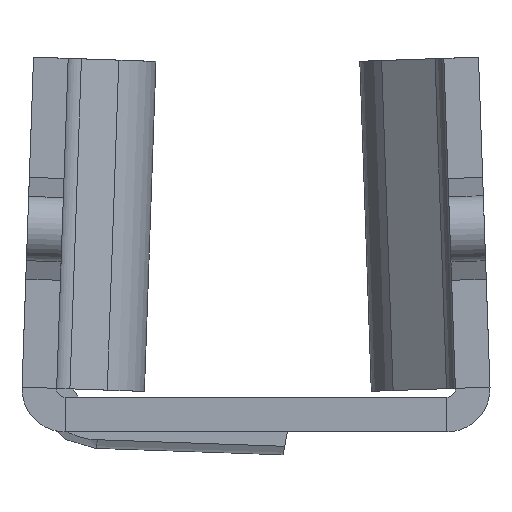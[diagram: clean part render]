
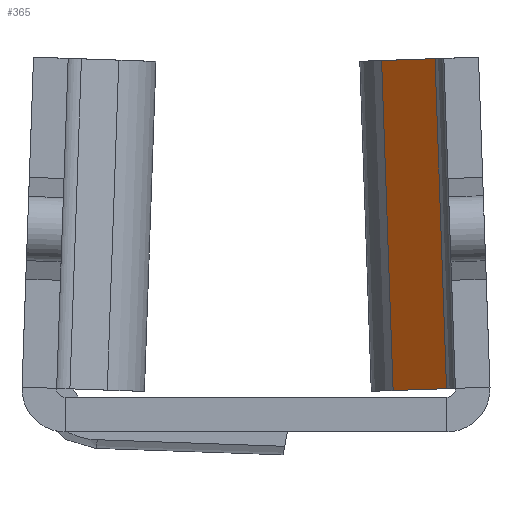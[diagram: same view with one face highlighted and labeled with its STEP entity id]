
A CAD part, front view. The second image highlights one B-rep face of the part: STEP entity #365.
In plain terms, the highlighted planar face has unit normal (-0.619, -0.785, -0.022).
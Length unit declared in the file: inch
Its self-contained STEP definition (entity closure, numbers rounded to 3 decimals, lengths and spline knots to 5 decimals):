
#84 = EDGE_CURVE ( 'NONE', #85, #449, #1387, .T. ) ;
#85 = VERTEX_POINT ( 'NONE', #1383 ) ;
#246 = ORIENTED_EDGE ( 'NONE', *, *, #362, .F. ) ;
#247 = EDGE_LOOP ( 'NONE', ( #281, #321, #246, #248 ) ) ;
#248 = ORIENTED_EDGE ( 'NONE', *, *, #249, .T. ) ;
#249 = EDGE_CURVE ( 'NONE', #363, #85, #1436, .T. ) ;
#281 = ORIENTED_EDGE ( 'NONE', *, *, #84, .T. ) ;
#321 = ORIENTED_EDGE ( 'NONE', *, *, #440, .T. ) ;
#362 = EDGE_CURVE ( 'NONE', #363, #438, #1676, .T. ) ;
#363 = VERTEX_POINT ( 'NONE', #1667 ) ;
#365 = ADVANCED_FACE ( 'NONE', ( #1666 ), #1665, .T. ) ;
#438 = VERTEX_POINT ( 'NONE', #1802 ) ;
#440 = EDGE_CURVE ( 'NONE', #449, #438, #1841, .T. ) ;
#449 = VERTEX_POINT ( 'NONE', #1774 ) ;
#1383 = CARTESIAN_POINT ( 'NONE',  ( 0.08261, 0.11087, 0.01039 ) ) ;
#1384 = DIRECTION ( 'NONE',  ( -0.785, 0.619, -0.027 ) ) ;
#1385 = VECTOR ( 'NONE', #1384, 39.37008 ) ;
#1386 = CARTESIAN_POINT ( 'NONE',  ( 0.08261, 0.11087, 0.01039 ) ) ;
#1387 = LINE ( 'NONE', #1386, #1385 ) ;
#1436 = LINE ( 'NONE', #1459, #1458 ) ;
#1457 = DIRECTION ( 'NONE',  ( -0.035, 0., 0.999 ) ) ;
#1458 = VECTOR ( 'NONE', #1457, 39.37008 ) ;
#1459 = CARTESIAN_POINT ( 'NONE',  ( 0.08563, 0.11087, -0.07605 ) ) ;
#1665 = PLANE ( 'NONE',  #1670 ) ;
#1666 = FACE_OUTER_BOUND ( 'NONE', #247, .T. ) ;
#1667 = CARTESIAN_POINT ( 'NONE',  ( 0.08793, 0.11087, -0.14191 ) ) ;
#1668 = DIRECTION ( 'NONE',  ( -0.785, 0.619, -0.027 ) ) ;
#1669 = CARTESIAN_POINT ( 'NONE',  ( 0.08563, 0.11087, -0.07605 ) ) ;
#1670 = AXIS2_PLACEMENT_3D ( 'NONE', #1669, #1687, #1686 ) ;
#1674 = VECTOR ( 'NONE', #1668, 39.37008 ) ;
#1675 = CARTESIAN_POINT ( 'NONE',  ( 0.08793, 0.11087, -0.14191 ) ) ;
#1676 = LINE ( 'NONE', #1675, #1674 ) ;
#1686 = DIRECTION ( 'NONE',  ( 0.786, -0.619, 0. ) ) ;
#1687 = DIRECTION ( 'NONE',  ( -0.619, -0.785, -0.022 ) ) ;
#1774 = CARTESIAN_POINT ( 'NONE',  ( 0.05796, 0.13031, 0.00953 ) ) ;
#1778 = VECTOR ( 'NONE', #1861, 39.37008 ) ;
#1802 = CARTESIAN_POINT ( 'NONE',  ( 0.06328, 0.13031, -0.14277 ) ) ;
#1841 = LINE ( 'NONE', #1893, #1778 ) ;
#1861 = DIRECTION ( 'NONE',  ( 0.035, 0., -0.999 ) ) ;
#1893 = CARTESIAN_POINT ( 'NONE',  ( 0.06098, 0.13031, -0.07691 ) ) ;
